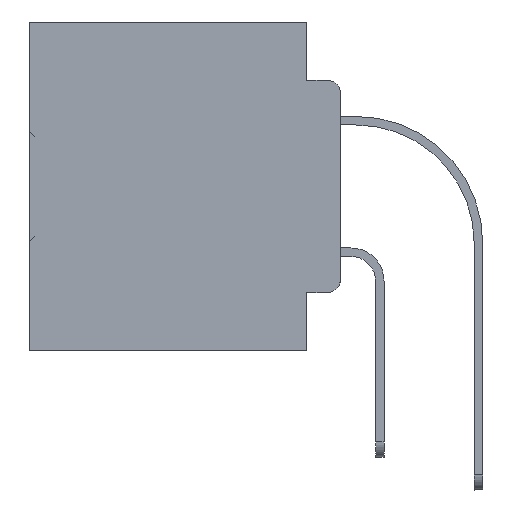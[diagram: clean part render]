
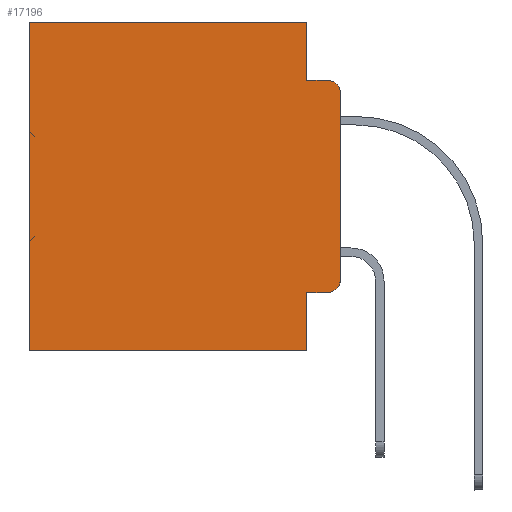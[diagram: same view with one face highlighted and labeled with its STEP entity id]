
A CAD part, left-side view. The second image highlights one B-rep face of the part: STEP entity #17196.
In plain terms, the highlighted planar face has unit normal (-1, 0, 0).
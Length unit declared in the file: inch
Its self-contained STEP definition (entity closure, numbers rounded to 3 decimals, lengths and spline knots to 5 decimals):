
#404 = DIRECTION ( 'NONE',  ( 0., 1., 0. ) ) ;
#1616 = CARTESIAN_POINT ( 'NONE',  ( 0.298, 0.051, 0. ) ) ;
#1624 = VECTOR ( 'NONE', #38567, 39.37008 ) ;
#1684 = ORIENTED_EDGE ( 'NONE', *, *, #29184, .F. ) ;
#2165 = VECTOR ( 'NONE', #33949, 39.37008 ) ;
#2766 = PLANE ( 'NONE',  #38329 ) ;
#2803 = VERTEX_POINT ( 'NONE', #9871 ) ;
#3011 = CARTESIAN_POINT ( 'NONE',  ( 0.298, 0., -0.3915 ) ) ;
#3066 = CARTESIAN_POINT ( 'NONE',  ( 0.298, 0.02, -0.3915 ) ) ;
#3258 = DIRECTION ( 'NONE',  ( 0., 0., -1. ) ) ;
#3526 = EDGE_CURVE ( 'NONE', #19004, #17800, #14952, .T. ) ;
#3824 = VERTEX_POINT ( 'NONE', #18795 ) ;
#5502 = CARTESIAN_POINT ( 'NONE',  ( 0.298, 0.051, 0. ) ) ;
#5581 = DIRECTION ( 'NONE',  ( 1., 0., 0. ) ) ;
#5697 = CARTESIAN_POINT ( 'NONE',  ( 0.298, 0.02, -0.0885 ) ) ;
#5872 = CIRCLE ( 'NONE', #19850, 0.02 ) ;
#6270 = EDGE_CURVE ( 'NONE', #3824, #13814, #32813, .T. ) ;
#7548 = ORIENTED_EDGE ( 'NONE', *, *, #32628, .F. ) ;
#8019 = EDGE_CURVE ( 'NONE', #9034, #38062, #32886, .T. ) ;
#8984 = DIRECTION ( 'NONE',  ( 0., 0., -1. ) ) ;
#9034 = VERTEX_POINT ( 'NONE', #30578 ) ;
#9063 = ORIENTED_EDGE ( 'NONE', *, *, #18546, .T. ) ;
#9454 = CARTESIAN_POINT ( 'NONE',  ( 0.298, 0.02, -0.1085 ) ) ;
#9871 = CARTESIAN_POINT ( 'NONE',  ( 0.298, 0.051, -0.4115 ) ) ;
#10370 = DIRECTION ( 'NONE',  ( 0., 0., -1. ) ) ;
#10441 = ORIENTED_EDGE ( 'NONE', *, *, #3526, .T. ) ;
#11684 = CARTESIAN_POINT ( 'NONE',  ( 0.298, 0.473, 0. ) ) ;
#12526 = LINE ( 'NONE', #33636, #32732 ) ;
#13087 = VERTEX_POINT ( 'NONE', #17976 ) ;
#13814 = VERTEX_POINT ( 'NONE', #5697 ) ;
#14530 = CARTESIAN_POINT ( 'NONE',  ( 0.298, 0., 0. ) ) ;
#14560 = CARTESIAN_POINT ( 'NONE',  ( 0.298, 0., 0. ) ) ;
#14952 = LINE ( 'NONE', #27118, #28667 ) ;
#16318 = EDGE_CURVE ( 'NONE', #27856, #38062, #21136, .T. ) ;
#17196 = ADVANCED_FACE ( 'NONE', ( #38777 ), #2766, .F. ) ;
#17354 = DIRECTION ( 'NONE',  ( 0., 0., -1. ) ) ;
#17701 = ORIENTED_EDGE ( 'NONE', *, *, #36636, .F. ) ;
#17712 = CARTESIAN_POINT ( 'NONE',  ( 0.298, 0., 0. ) ) ;
#17800 = VERTEX_POINT ( 'NONE', #34511 ) ;
#17976 = CARTESIAN_POINT ( 'NONE',  ( 0.298, 0.051, 0. ) ) ;
#18447 = ORIENTED_EDGE ( 'NONE', *, *, #39041, .T. ) ;
#18546 = EDGE_CURVE ( 'NONE', #13087, #19004, #24093, .T. ) ;
#18795 = CARTESIAN_POINT ( 'NONE',  ( 0.298, 0.051, -0.0885 ) ) ;
#19004 = VERTEX_POINT ( 'NONE', #11684 ) ;
#19504 = VECTOR ( 'NONE', #35749, 39.37008 ) ;
#19850 = AXIS2_PLACEMENT_3D ( 'NONE', #9454, #27363, #34318 ) ;
#21136 = CIRCLE ( 'NONE', #21766, 0.02 ) ;
#21374 = VECTOR ( 'NONE', #8984, 39.37008 ) ;
#21766 = AXIS2_PLACEMENT_3D ( 'NONE', #3066, #26955, #3258 ) ;
#24093 = LINE ( 'NONE', #14530, #26989 ) ;
#24291 = CARTESIAN_POINT ( 'NONE',  ( 0.298, 0.02, -0.4115 ) ) ;
#24407 = CARTESIAN_POINT ( 'NONE',  ( 0.298, 0.051, -0.4115 ) ) ;
#25603 = EDGE_LOOP ( 'NONE', ( #31397, #37615, #28084, #17701, #9063, #10441, #1684, #7548, #18447, #29484 ) ) ;
#25638 = EDGE_CURVE ( 'NONE', #9034, #13814, #5872, .T. ) ;
#26027 = LINE ( 'NONE', #5502, #19504 ) ;
#26455 = CARTESIAN_POINT ( 'NONE',  ( 0.298, 0.051, -0.0885 ) ) ;
#26955 = DIRECTION ( 'NONE',  ( -1., 0., 0. ) ) ;
#26989 = VECTOR ( 'NONE', #36621, 39.37008 ) ;
#27118 = CARTESIAN_POINT ( 'NONE',  ( 0.298, 0.473, 0. ) ) ;
#27363 = DIRECTION ( 'NONE',  ( -1., 0., 0. ) ) ;
#27856 = VERTEX_POINT ( 'NONE', #24291 ) ;
#28084 = ORIENTED_EDGE ( 'NONE', *, *, #6270, .F. ) ;
#28580 = VERTEX_POINT ( 'NONE', #29735 ) ;
#28667 = VECTOR ( 'NONE', #17354, 39.37008 ) ;
#29184 = EDGE_CURVE ( 'NONE', #28580, #17800, #12526, .T. ) ;
#29484 = ORIENTED_EDGE ( 'NONE', *, *, #16318, .T. ) ;
#29735 = CARTESIAN_POINT ( 'NONE',  ( 0.298, 0.051, -0.5 ) ) ;
#29849 = DIRECTION ( 'NONE',  ( 0., 0., -1. ) ) ;
#30578 = CARTESIAN_POINT ( 'NONE',  ( 0.298, 0., -0.1085 ) ) ;
#30769 = LINE ( 'NONE', #24407, #2165 ) ;
#31397 = ORIENTED_EDGE ( 'NONE', *, *, #8019, .F. ) ;
#32592 = LINE ( 'NONE', #1616, #33164 ) ;
#32628 = EDGE_CURVE ( 'NONE', #2803, #28580, #26027, .T. ) ;
#32732 = VECTOR ( 'NONE', #404, 39.37008 ) ;
#32813 = LINE ( 'NONE', #26455, #1624 ) ;
#32886 = LINE ( 'NONE', #14560, #21374 ) ;
#33164 = VECTOR ( 'NONE', #10370, 39.37008 ) ;
#33636 = CARTESIAN_POINT ( 'NONE',  ( 0.298, 0., -0.5 ) ) ;
#33949 = DIRECTION ( 'NONE',  ( 0., -1., 0. ) ) ;
#34318 = DIRECTION ( 'NONE',  ( 0., 0., -1. ) ) ;
#34511 = CARTESIAN_POINT ( 'NONE',  ( 0.298, 0.473, -0.5 ) ) ;
#35749 = DIRECTION ( 'NONE',  ( 0., 0., -1. ) ) ;
#36621 = DIRECTION ( 'NONE',  ( 0., 1., 0. ) ) ;
#36636 = EDGE_CURVE ( 'NONE', #13087, #3824, #32592, .T. ) ;
#37615 = ORIENTED_EDGE ( 'NONE', *, *, #25638, .T. ) ;
#38062 = VERTEX_POINT ( 'NONE', #3011 ) ;
#38329 = AXIS2_PLACEMENT_3D ( 'NONE', #17712, #5581, #29849 ) ;
#38567 = DIRECTION ( 'NONE',  ( 0., -1., 0. ) ) ;
#38777 = FACE_OUTER_BOUND ( 'NONE', #25603, .T. ) ;
#39041 = EDGE_CURVE ( 'NONE', #2803, #27856, #30769, .T. ) ;
